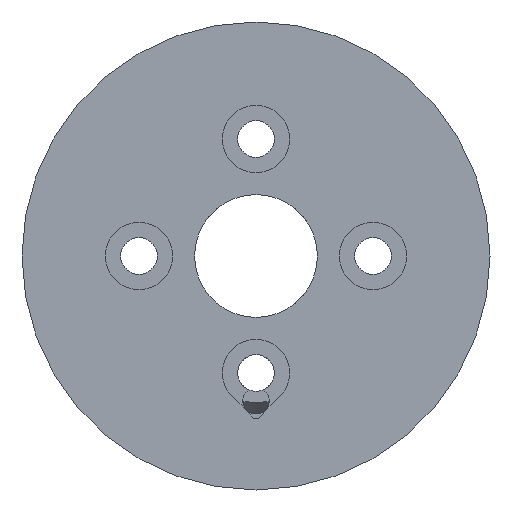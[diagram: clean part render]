
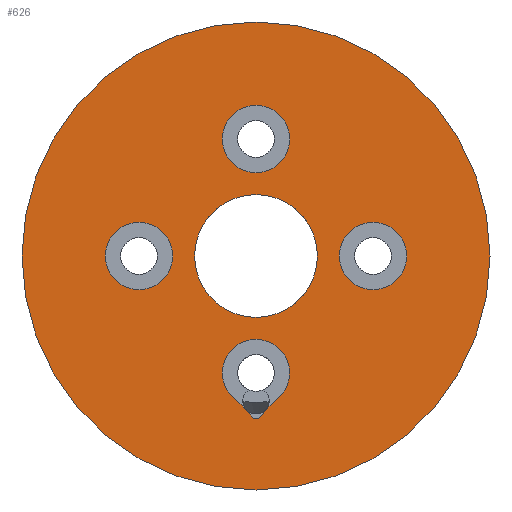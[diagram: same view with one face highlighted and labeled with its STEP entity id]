
A CAD part, left-side view. The second image highlights one B-rep face of the part: STEP entity #626.
In plain terms, the highlighted planar face has unit normal (-1, 0, 0).
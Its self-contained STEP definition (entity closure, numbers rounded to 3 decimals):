
#29=FACE_BOUND('',#167,.T.);
#30=FACE_BOUND('',#168,.T.);
#31=FACE_BOUND('',#169,.T.);
#32=FACE_BOUND('',#170,.T.);
#33=FACE_BOUND('',#171,.T.);
#42=PLANE('',#723);
#65=CIRCLE('',#684,8.93);
#67=CIRCLE('',#688,8.929);
#69=CIRCLE('',#691,2.3);
#71=CIRCLE('',#695,2.3);
#74=CIRCLE('',#700,2.3);
#77=CIRCLE('',#705,2.3);
#80=CIRCLE('',#713,4.2);
#82=CIRCLE('',#716,16.);
#120=FACE_OUTER_BOUND('',#166,.T.);
#166=EDGE_LOOP('',(#567));
#167=EDGE_LOOP('',(#568,#569,#570,#571));
#168=EDGE_LOOP('',(#572));
#169=EDGE_LOOP('',(#573));
#170=EDGE_LOOP('',(#574));
#171=EDGE_LOOP('',(#575));
#184=LINE('',#1311,#211);
#211=VECTOR('',#812,10.);
#284=VERTEX_POINT('',#1301);
#285=VERTEX_POINT('',#1302);
#288=VERTEX_POINT('',#1310);
#290=VERTEX_POINT('',#1316);
#292=VERTEX_POINT('',#1326);
#295=VERTEX_POINT('',#1335);
#298=VERTEX_POINT('',#1344);
#301=VERTEX_POINT('',#1359);
#303=VERTEX_POINT('',#1365);
#359=EDGE_CURVE('',#284,#285,#65,.T.);
#363=EDGE_CURVE('',#288,#284,#184,.T.);
#366=EDGE_CURVE('',#290,#288,#67,.T.);
#369=EDGE_CURVE('',#285,#290,#69,.T.);
#371=EDGE_CURVE('',#292,#292,#71,.T.);
#375=EDGE_CURVE('',#295,#295,#74,.T.);
#379=EDGE_CURVE('',#298,#298,#77,.T.);
#386=EDGE_CURVE('',#301,#301,#80,.T.);
#390=EDGE_CURVE('',#303,#303,#82,.T.);
#567=ORIENTED_EDGE('',*,*,#390,.F.);
#568=ORIENTED_EDGE('',*,*,#359,.T.);
#569=ORIENTED_EDGE('',*,*,#369,.T.);
#570=ORIENTED_EDGE('',*,*,#366,.T.);
#571=ORIENTED_EDGE('',*,*,#363,.T.);
#572=ORIENTED_EDGE('',*,*,#371,.T.);
#573=ORIENTED_EDGE('',*,*,#375,.T.);
#574=ORIENTED_EDGE('',*,*,#379,.T.);
#575=ORIENTED_EDGE('',*,*,#386,.T.);
#626=ADVANCED_FACE('',(#120,#29,#30,#31,#32,#33),#42,.T.);
#684=AXIS2_PLACEMENT_3D('',#1303,#804,#805);
#688=AXIS2_PLACEMENT_3D('',#1317,#817,#818);
#691=AXIS2_PLACEMENT_3D('',#1322,#824,#825);
#695=AXIS2_PLACEMENT_3D('',#1327,#832,#833);
#700=AXIS2_PLACEMENT_3D('',#1336,#843,#844);
#705=AXIS2_PLACEMENT_3D('',#1345,#854,#855);
#713=AXIS2_PLACEMENT_3D('',#1360,#874,#875);
#716=AXIS2_PLACEMENT_3D('',#1367,#882,#883);
#723=AXIS2_PLACEMENT_3D('',#1379,#899,#900);
#804=DIRECTION('center_axis',(-1.,0.,0.));
#805=DIRECTION('ref_axis',(0.,0.792,-0.611));
#812=DIRECTION('',(0.,1.,0.));
#817=DIRECTION('center_axis',(-1.,0.,0.));
#818=DIRECTION('ref_axis',(0.,-0.646,-0.763));
#824=DIRECTION('center_axis',(1.,0.,0.));
#825=DIRECTION('ref_axis',(0.,0.,1.));
#832=DIRECTION('center_axis',(1.,0.,0.));
#833=DIRECTION('ref_axis',(0.,0.,1.));
#843=DIRECTION('center_axis',(1.,0.,0.));
#844=DIRECTION('ref_axis',(0.,0.,1.));
#854=DIRECTION('center_axis',(1.,0.,0.));
#855=DIRECTION('ref_axis',(0.,0.,1.));
#874=DIRECTION('center_axis',(1.,0.,0.));
#875=DIRECTION('ref_axis',(0.,0.,1.));
#882=DIRECTION('center_axis',(1.,0.,0.));
#883=DIRECTION('ref_axis',(0.,0.,-1.));
#899=DIRECTION('center_axis',(-1.,0.,0.));
#900=DIRECTION('ref_axis',(0.,0.,1.));
#1301=CARTESIAN_POINT('',(-4.952,0.2,-11.1));
#1302=CARTESIAN_POINT('',(-4.952,1.481,-9.76));
#1303=CARTESIAN_POINT('Origin',(-4.952,7.261,-16.566));
#1310=CARTESIAN_POINT('',(-4.952,-0.2,-11.1));
#1311=CARTESIAN_POINT('',(-4.952,7.9,-11.1));
#1316=CARTESIAN_POINT('',(-4.952,-1.492,-9.751));
#1317=CARTESIAN_POINT('Origin',(-4.952,-7.261,-16.566));
#1322=CARTESIAN_POINT('Origin',(-4.952,0.,-8.));
#1326=CARTESIAN_POINT('',(-4.952,8.,-2.3));
#1327=CARTESIAN_POINT('Origin',(-4.952,8.,0.));
#1335=CARTESIAN_POINT('',(-4.952,-8.,-2.3));
#1336=CARTESIAN_POINT('Origin',(-4.952,-8.,0.));
#1344=CARTESIAN_POINT('',(-4.952,0.,5.7));
#1345=CARTESIAN_POINT('Origin',(-4.952,0.,8.));
#1359=CARTESIAN_POINT('',(-4.952,0.,-4.2));
#1360=CARTESIAN_POINT('Origin',(-4.952,0.,0.));
#1365=CARTESIAN_POINT('',(-4.952,-16.,0.));
#1367=CARTESIAN_POINT('Origin',(-4.952,0.,0.));
#1379=CARTESIAN_POINT('Origin',(-4.952,16.,0.));
